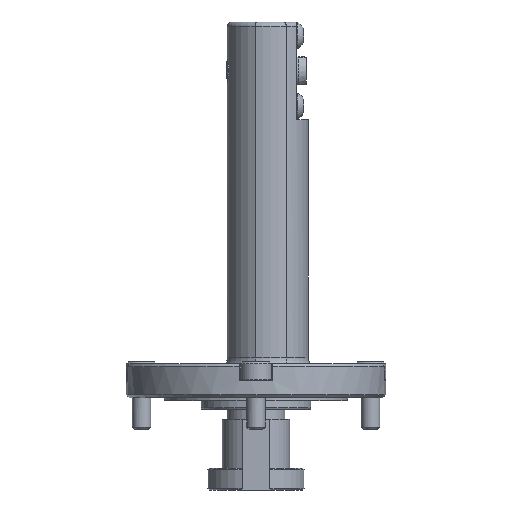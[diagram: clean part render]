
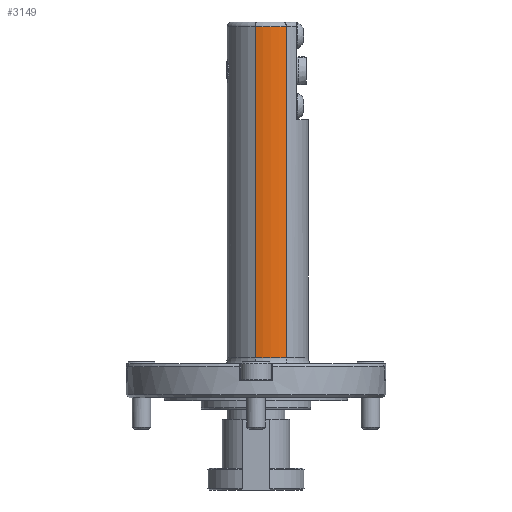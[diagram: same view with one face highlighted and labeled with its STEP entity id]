
A CAD part, left-side view. The second image highlights one B-rep face of the part: STEP entity #3149.
In plain terms, the highlighted cylindrical face has radius 11.913 mm (diameter 23.825 mm), a partial arc.
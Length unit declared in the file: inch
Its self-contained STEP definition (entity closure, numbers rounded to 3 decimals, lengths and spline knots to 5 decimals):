
#8 = VERTEX_POINT ( 'NONE', #531 ) ;
#138 = FACE_OUTER_BOUND ( 'NONE', #3547, .T. ) ;
#160 = CIRCLE ( 'NONE', #4591, 0.469 ) ;
#194 = EDGE_CURVE ( 'NONE', #4890, #8, #4671, .T. ) ;
#447 = EDGE_CURVE ( 'NONE', #1109, #4688, #160, .T. ) ;
#531 = CARTESIAN_POINT ( 'NONE',  ( -0.45351, 0.00755, 3.828 ) ) ;
#539 = LINE ( 'NONE', #5512, #1711 ) ;
#556 = DIRECTION ( 'NONE',  ( 1., 0., 0. ) ) ;
#867 = CYLINDRICAL_SURFACE ( 'NONE', #5452, 0.469 ) ;
#896 = CARTESIAN_POINT ( 'NONE',  ( -0.42488, -0.31059, 3.828 ) ) ;
#1109 = VERTEX_POINT ( 'NONE', #5554 ) ;
#1628 = CARTESIAN_POINT ( 'NONE',  ( -0.42488, -0.31059, 0.438 ) ) ;
#1711 = VECTOR ( 'NONE', #2932, 39.37008 ) ;
#1718 = ORIENTED_EDGE ( 'NONE', *, *, #3970, .T. ) ;
#1866 = DIRECTION ( 'NONE',  ( 0., 0., 1. ) ) ;
#1869 = DIRECTION ( 'NONE',  ( 0., 0., -1. ) ) ;
#1880 = DIRECTION ( 'NONE',  ( 1., 0., 0. ) ) ;
#1887 = CARTESIAN_POINT ( 'NONE',  ( 0., -0.112, 0.438 ) ) ;
#2453 = CARTESIAN_POINT ( 'NONE',  ( 0., -0.112, 3.828 ) ) ;
#2458 = EDGE_CURVE ( 'NONE', #1109, #8, #539, .T. ) ;
#2760 = CARTESIAN_POINT ( 'NONE',  ( -0.42488, -0.31059, -1.45477 ) ) ;
#2932 = DIRECTION ( 'NONE',  ( 0., 0., 1. ) ) ;
#3149 = ADVANCED_FACE ( 'NONE', ( #138 ), #867, .T. ) ;
#3165 = CARTESIAN_POINT ( 'NONE',  ( 0., -0.112, -1.45477 ) ) ;
#3317 = VECTOR ( 'NONE', #4067, 39.37008 ) ;
#3547 = EDGE_LOOP ( 'NONE', ( #1718, #5122, #5306, #5073 ) ) ;
#3970 = EDGE_CURVE ( 'NONE', #4688, #4890, #4179, .T. ) ;
#4058 = DIRECTION ( 'NONE',  ( 1., 0., 0. ) ) ;
#4067 = DIRECTION ( 'NONE',  ( 0., 0., 1. ) ) ;
#4179 = LINE ( 'NONE', #2760, #3317 ) ;
#4591 = AXIS2_PLACEMENT_3D ( 'NONE', #1887, #5395, #4058 ) ;
#4671 = CIRCLE ( 'NONE', #5293, 0.469 ) ;
#4688 = VERTEX_POINT ( 'NONE', #1628 ) ;
#4890 = VERTEX_POINT ( 'NONE', #896 ) ;
#5073 = ORIENTED_EDGE ( 'NONE', *, *, #447, .T. ) ;
#5122 = ORIENTED_EDGE ( 'NONE', *, *, #194, .T. ) ;
#5293 = AXIS2_PLACEMENT_3D ( 'NONE', #2453, #1869, #1880 ) ;
#5306 = ORIENTED_EDGE ( 'NONE', *, *, #2458, .F. ) ;
#5395 = DIRECTION ( 'NONE',  ( 0., 0., 1. ) ) ;
#5452 = AXIS2_PLACEMENT_3D ( 'NONE', #3165, #1866, #556 ) ;
#5512 = CARTESIAN_POINT ( 'NONE',  ( -0.45351, 0.00755, -1.45477 ) ) ;
#5554 = CARTESIAN_POINT ( 'NONE',  ( -0.45351, 0.00755, 0.438 ) ) ;
